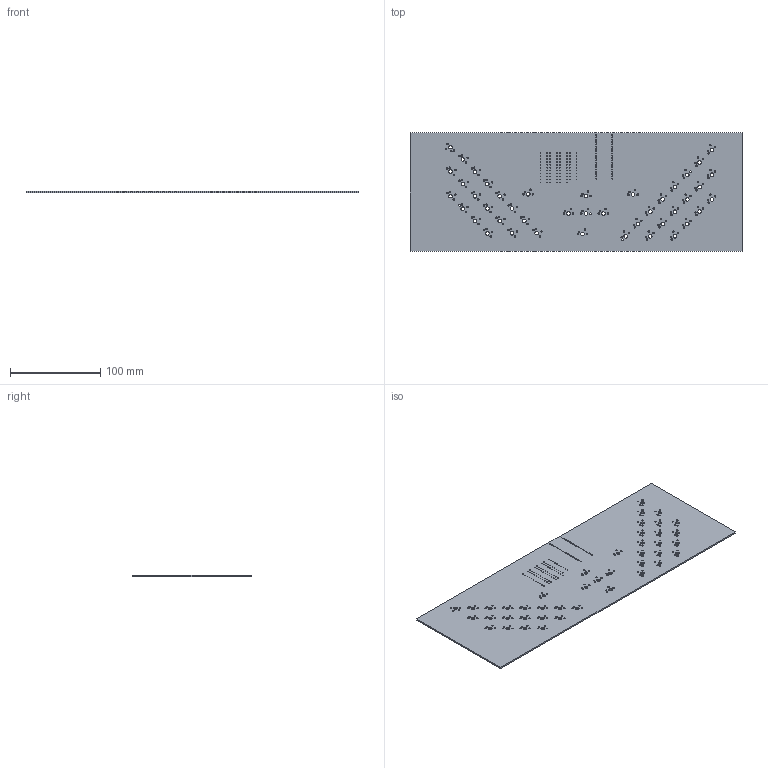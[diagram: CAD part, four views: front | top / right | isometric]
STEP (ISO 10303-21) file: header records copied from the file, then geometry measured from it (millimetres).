
FILE_DESCRIPTION(('KiCad electronic assembly'),'2;1');
FILE_NAME('keyboard meow.step','2025-06-13T16:03:53',('Pcbnew'),('Kicad' ),'Open CASCADE STEP processor 7.8','KiCad to STEP converter', 'Unknown');
FILE_SCHEMA(('AUTOMOTIVE_DESIGN { 1 0 10303 214 1 1 1 1 }'));
Length unit declared in the file: millimetre
Products named in the file (2): keyboard meow 1; keyboard meow_PCB
Assembly tree (1 placements, depth 2):
  keyboard meow 1
    keyboard meow_PCB
Bounding box: 368.32 x 131.99 x 1.6 mm (x, y, z)
Volume: 76256.2 mm3; surface area: 99685.7 mm2
Topology: 1 solids, 1 shells, 347 faces, 1035 edges, 690 vertices
Faces by surface type: cylinder 341, plane 6
Full cylindrical faces by diameter (mm): 0.73 x86, 1 x40, 1.5 x86, 1.7 x86, 4 x43
Entity records: 13492 total; most frequent: DIRECTION 2415, CARTESIAN_POINT 2074, ORIENTED_EDGE 2070, EDGE_CURVE 1035, AXIS2_PLACEMENT_3D 1031, FACE_BOUND 1029, EDGE_LOOP 1029, VERTEX_POINT 690
